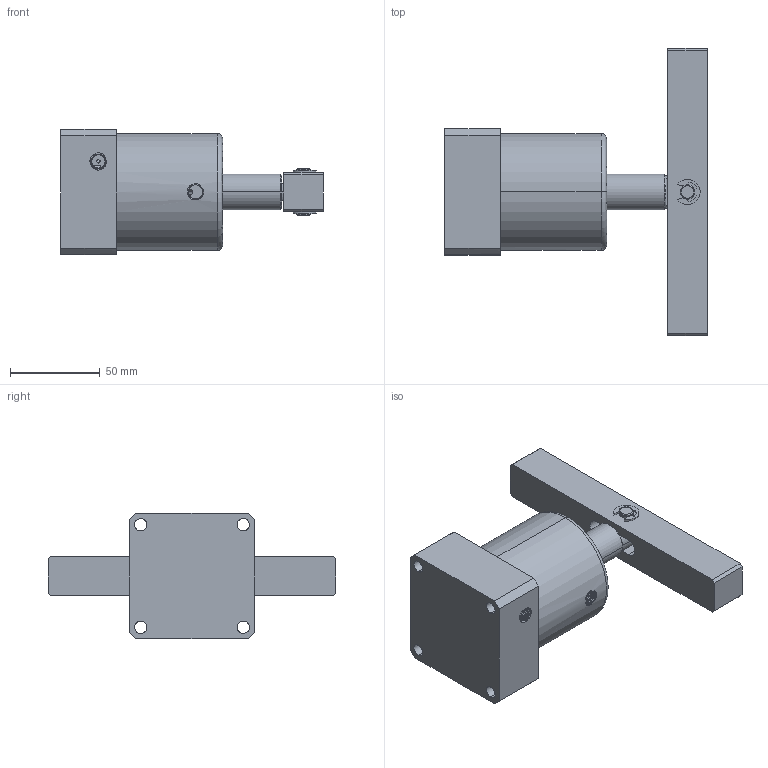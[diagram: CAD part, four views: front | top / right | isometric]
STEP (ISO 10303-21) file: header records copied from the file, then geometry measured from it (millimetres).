
FILE_DESCRIPTION (( 'STEP AP203' ), '1' );
FILE_NAME ('ASC-50D.STEP', '2019-05-16T01:44:50', ( 'User' ), ( 'china' ), 'SwSTEP 2.0', 'SolidWorks 2018', '' );
FILE_SCHEMA (( 'CONFIG_CONTROL_DESIGN' ));
Length unit declared in the file: millimetre
Products named in the file (6): 种隊; KKDC; ASC-50D; ASC-50BT; ASC50D活塞杆; ASC-50DYB
Assembly tree (6 placements, depth 2):
  ASC-50D
    ASC-50BT
    ASC50D活塞杆
    ASC-50DYB
    种隊
    KKDC  x2
Bounding box: 146 x 160 x 70 mm (x, y, z)
Volume: 366687.5 mm3; surface area: 73731.1 mm2
Topology: 6 solids, 6 shells, 191 faces, 535 edges, 366 vertices
Faces by surface type: cylinder 88, plane 56, cone 32, bspline 13, torus 2
Entity records: 18078 total; most frequent: CARTESIAN_POINT 13220, ORIENTED_EDGE 974, DIRECTION 727, EDGE_CURVE 487, VERTEX_POINT 334, AXIS2_PLACEMENT_3D 278, B_SPLINE_CURVE_WITH_KNOTS 207, EDGE_LOOP 201
